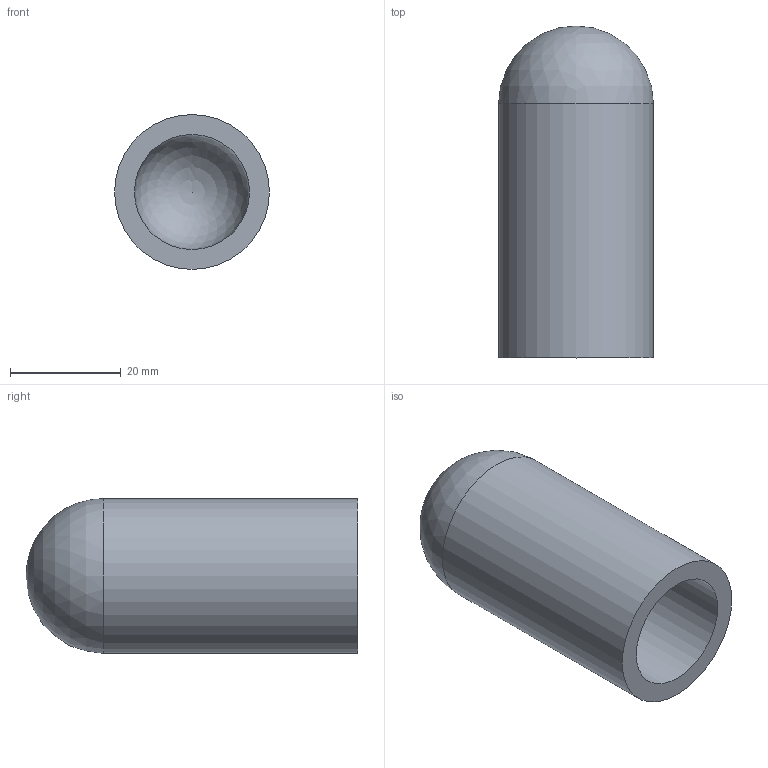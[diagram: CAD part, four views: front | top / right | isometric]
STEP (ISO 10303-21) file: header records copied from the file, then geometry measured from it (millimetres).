
FILE_DESCRIPTION(/* description */ (''),/* implementation_level */ '2;1');
FILE_NAME(/* name */ '',/* time_stamp */ '2023-02-25T03:37:43+08:00',/* author */ (''),/* organization */ (''),/* preprocessor_version */ 'ST-DEVELOPER v19.2',/* originating_system */ 'Autodesk Translation Framework v11.17.0.187',/* authorisation */ '');
FILE_SCHEMA (('AUTOMOTIVE_DESIGN { 1 0 10303 214 3 1 1 }'));
Length unit declared in the file: millimetre
Products named in the file (1): 无标题
Bounding box: 28 x 60 x 28 mm (x, y, z)
Volume: 16085.2 mm3; surface area: 9239.3 mm2
Topology: 1 solids, 1 shells, 5 faces, 12 edges, 8 vertices
Faces by surface type: sphere 2, cylinder 2, plane 1
Full cylindrical faces by diameter (mm): 20.8 x1, 28 x1
Entity records: 184 total; most frequent: DIRECTION 30, CARTESIAN_POINT 24, ORIENTED_EDGE 20, AXIS2_PLACEMENT_3D 14, EDGE_CURVE 10, CIRCLE 8, VERTEX_POINT 8, EDGE_LOOP 6
